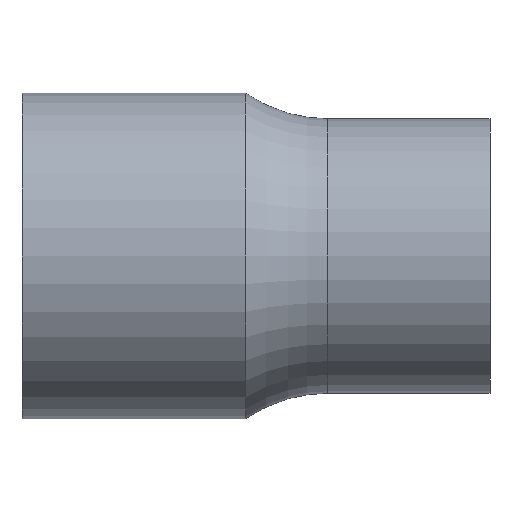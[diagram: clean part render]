
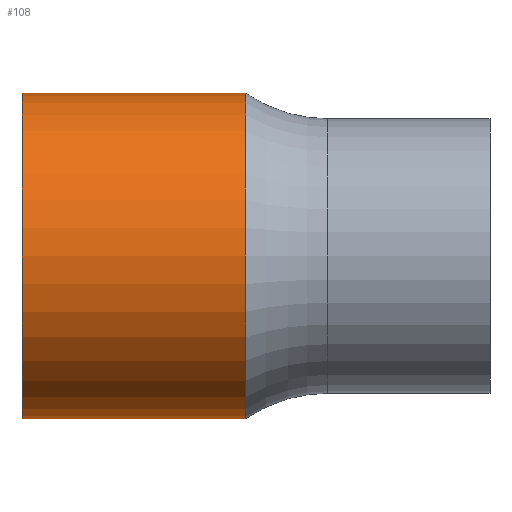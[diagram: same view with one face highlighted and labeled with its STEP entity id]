
A CAD part, front view. The second image highlights one B-rep face of the part: STEP entity #108.
In plain terms, the highlighted cylindrical face has radius 16 mm (diameter 32 mm), a full revolution.
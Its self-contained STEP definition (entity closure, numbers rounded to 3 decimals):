
#19=CYLINDRICAL_SURFACE($,#128,16.);
#25=FACE_BOUND($,#49,.T.);
#35=FACE_OUTER_BOUND($,#48,.T.);
#48=EDGE_LOOP($,(#93));
#49=EDGE_LOOP($,(#94));
#63=CIRCLE($,#127,16.);
#64=CIRCLE($,#129,16.);
#72=VERTEX_POINT($,#191);
#73=VERTEX_POINT($,#194);
#81=EDGE_CURVE($,#72,#72,#63,.T.);
#82=EDGE_CURVE($,#73,#73,#64,.T.);
#93=ORIENTED_EDGE($,*,*,#81,.T.);
#94=ORIENTED_EDGE($,*,*,#82,.F.);
#108=ADVANCED_FACE($,(#35,#25),#19,.T.);
#127=AXIS2_PLACEMENT_3D($,#192,#159,#160);
#128=AXIS2_PLACEMENT_3D($,#193,#161,#162);
#129=AXIS2_PLACEMENT_3D($,#195,#163,#164);
#159=DIRECTION('center_axis',(-1.,0.,0.));
#160=DIRECTION('ref_axis',(0.,1.,0.));
#161=DIRECTION('center_axis',(-1.,0.,0.));
#162=DIRECTION('ref_axis',(0.,1.,0.));
#163=DIRECTION('center_axis',(-1.,0.,0.));
#164=DIRECTION('ref_axis',(0.,1.,0.));
#191=CARTESIAN_POINT('',(0.026,0.,-16.));
#192=CARTESIAN_POINT('Origin',(0.026,0.,
0.));
#193=CARTESIAN_POINT('Origin',(-10.974,0.,0.));
#194=CARTESIAN_POINT('',(-21.974,-16.,0.));
#195=CARTESIAN_POINT('Origin',(-21.974,0.,
0.));
